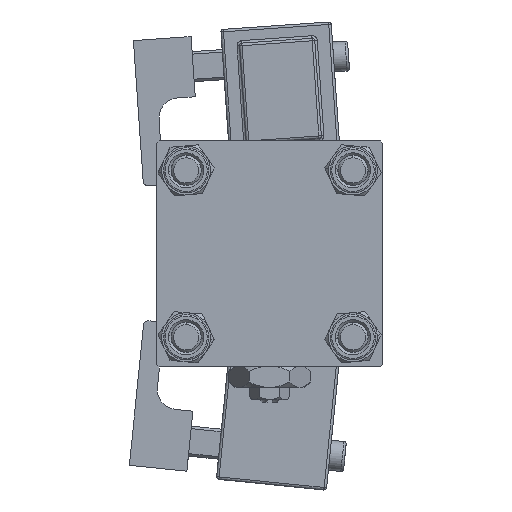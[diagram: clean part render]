
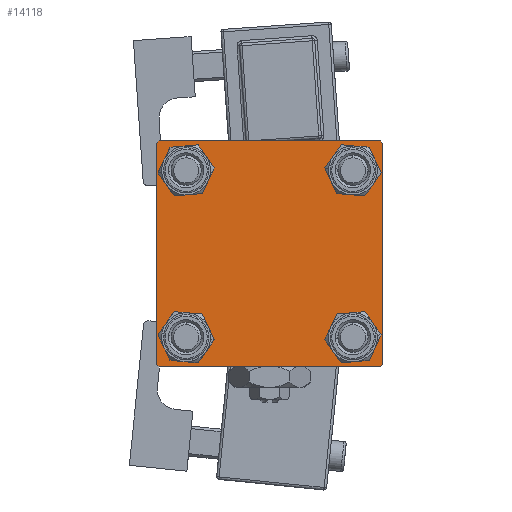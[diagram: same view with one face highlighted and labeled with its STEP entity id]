
A CAD part, left-side view. The second image highlights one B-rep face of the part: STEP entity #14118.
In plain terms, the highlighted planar face has unit normal (-1, 0, 0).
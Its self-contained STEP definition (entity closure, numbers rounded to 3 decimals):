
#151 = CIRCLE ( 'NONE', #39720, 3.5 ) ;
#479 = DIRECTION ( 'NONE',  ( 1., 0., 0. ) ) ;
#493 = DIRECTION ( 'NONE',  ( 0., 0., -1. ) ) ;
#663 = CARTESIAN_POINT ( 'NONE',  ( 0., -16.6, -16.6 ) ) ;
#845 = LINE ( 'NONE', #30661, #41696 ) ;
#1393 = CARTESIAN_POINT ( 'NONE',  ( 0., 16.6, -13.1 ) ) ;
#1468 = DIRECTION ( 'NONE',  ( 0., 0., 1. ) ) ;
#1703 = EDGE_CURVE ( 'NONE', #51169, #25104, #36261, .T. ) ;
#1963 = VECTOR ( 'NONE', #37286, 1000. ) ;
#2002 = LINE ( 'NONE', #49628, #57198 ) ;
#2808 = EDGE_LOOP ( 'NONE', ( #3104, #13946 ) ) ;
#3104 = ORIENTED_EDGE ( 'NONE', *, *, #62234, .T. ) ;
#3196 = EDGE_CURVE ( 'NONE', #61260, #17080, #50399, .T. ) ;
#3827 = DIRECTION ( 'NONE',  ( 0., -0.707, 0.707 ) ) ;
#3926 = EDGE_CURVE ( 'NONE', #6862, #34874, #35351, .T. ) ;
#4440 = DIRECTION ( 'NONE',  ( 0., 0.707, -0.707 ) ) ;
#5037 = DIRECTION ( 'NONE',  ( 1., 0., 0. ) ) ;
#5309 = EDGE_LOOP ( 'NONE', ( #29397, #50115 ) ) ;
#5606 = DIRECTION ( 'NONE',  ( 0., 0., -1. ) ) ;
#5925 = VECTOR ( 'NONE', #6296, 1000. ) ;
#6296 = DIRECTION ( 'NONE',  ( 0., -1., 0. ) ) ;
#6342 = AXIS2_PLACEMENT_3D ( 'NONE', #20696, #15922, #44832 ) ;
#6372 = DIRECTION ( 'NONE',  ( 1., 0., 0. ) ) ;
#6594 = CARTESIAN_POINT ( 'NONE',  ( 0., -22., -22.5 ) ) ;
#6862 = VERTEX_POINT ( 'NONE', #47751 ) ;
#8049 = EDGE_CURVE ( 'NONE', #58361, #28870, #36479, .T. ) ;
#8330 = LINE ( 'NONE', #18153, #28572 ) ;
#9208 = LINE ( 'NONE', #56591, #38407 ) ;
#9344 = EDGE_LOOP ( 'NONE', ( #53506, #52700 ) ) ;
#9760 = CARTESIAN_POINT ( 'NONE',  ( 0., 16.6, 20.1 ) ) ;
#9889 = VECTOR ( 'NONE', #3827, 1000. ) ;
#9946 = AXIS2_PLACEMENT_3D ( 'NONE', #54759, #479, #19519 ) ;
#10432 = DIRECTION ( 'NONE',  ( 0., 0., 1. ) ) ;
#10658 = LINE ( 'NONE', #39849, #32725 ) ;
#10898 = DIRECTION ( 'NONE',  ( 0., 0., 1. ) ) ;
#11143 = VERTEX_POINT ( 'NONE', #6594 ) ;
#11345 = CARTESIAN_POINT ( 'NONE',  ( 0., 22.5, -22. ) ) ;
#11465 = VERTEX_POINT ( 'NONE', #38572 ) ;
#12308 = EDGE_CURVE ( 'NONE', #34874, #6862, #151, .T. ) ;
#13946 = ORIENTED_EDGE ( 'NONE', *, *, #1703, .T. ) ;
#14118 = ADVANCED_FACE ( 'NONE', ( #33694, #24489, #43864, #28953, #22160 ), #35267, .T. ) ;
#15609 = EDGE_CURVE ( 'NONE', #55502, #42049, #845, .T. ) ;
#15922 = DIRECTION ( 'NONE',  ( -1., 0., 0. ) ) ;
#16432 = CARTESIAN_POINT ( 'NONE',  ( 0., 22.5, 22.5 ) ) ;
#17080 = VERTEX_POINT ( 'NONE', #45138 ) ;
#18153 = CARTESIAN_POINT ( 'NONE',  ( 0., 22.5, -22.5 ) ) ;
#18737 = CARTESIAN_POINT ( 'NONE',  ( 0., -22.25, -22.25 ) ) ;
#19519 = DIRECTION ( 'NONE',  ( 0., 0., 1. ) ) ;
#19560 = VERTEX_POINT ( 'NONE', #36568 ) ;
#19705 = DIRECTION ( 'NONE',  ( 0., 0., 1. ) ) ;
#20027 = DIRECTION ( 'NONE',  ( 1., 0., 0. ) ) ;
#20116 = ORIENTED_EDGE ( 'NONE', *, *, #37449, .T. ) ;
#20123 = ORIENTED_EDGE ( 'NONE', *, *, #30004, .T. ) ;
#20696 = CARTESIAN_POINT ( 'NONE',  ( 0., 0., 0. ) ) ;
#20956 = DIRECTION ( 'NONE',  ( 0., 0., 1. ) ) ;
#22160 = FACE_OUTER_BOUND ( 'NONE', #47009, .T. ) ;
#22177 = EDGE_CURVE ( 'NONE', #25674, #55867, #36874, .T. ) ;
#22325 = EDGE_CURVE ( 'NONE', #42049, #11465, #2002, .T. ) ;
#22529 = EDGE_LOOP ( 'NONE', ( #57795, #50649 ) ) ;
#22861 = CARTESIAN_POINT ( 'NONE',  ( 0., -16.6, -13.1 ) ) ;
#23041 = ORIENTED_EDGE ( 'NONE', *, *, #15609, .T. ) ;
#23920 = AXIS2_PLACEMENT_3D ( 'NONE', #30476, #6372, #20956 ) ;
#24489 = FACE_BOUND ( 'NONE', #9344, .T. ) ;
#25104 = VERTEX_POINT ( 'NONE', #37442 ) ;
#25577 = CARTESIAN_POINT ( 'NONE',  ( 0., -16.6, 16.6 ) ) ;
#25674 = VERTEX_POINT ( 'NONE', #51664 ) ;
#25878 = DIRECTION ( 'NONE',  ( 0., 0., 1. ) ) ;
#26034 = CIRCLE ( 'NONE', #42199, 3.5 ) ;
#27674 = DIRECTION ( 'NONE',  ( 0., -1., 0. ) ) ;
#28572 = VECTOR ( 'NONE', #27674, 1000. ) ;
#28870 = VERTEX_POINT ( 'NONE', #34714 ) ;
#28953 = FACE_BOUND ( 'NONE', #5309, .T. ) ;
#29282 = AXIS2_PLACEMENT_3D ( 'NONE', #39784, #59153, #10898 ) ;
#29397 = ORIENTED_EDGE ( 'NONE', *, *, #32620, .T. ) ;
#30004 = EDGE_CURVE ( 'NONE', #11143, #52538, #61284, .T. ) ;
#30321 = CARTESIAN_POINT ( 'NONE',  ( 0., 16.6, 16.6 ) ) ;
#30476 = CARTESIAN_POINT ( 'NONE',  ( 0., -16.6, -16.6 ) ) ;
#30661 = CARTESIAN_POINT ( 'NONE',  ( 0., 22.5, 22.5 ) ) ;
#31719 = CARTESIAN_POINT ( 'NONE',  ( 0., -22.5, -22. ) ) ;
#31966 = ORIENTED_EDGE ( 'NONE', *, *, #45577, .T. ) ;
#32036 = CIRCLE ( 'NONE', #23920, 3.5 ) ;
#32620 = EDGE_CURVE ( 'NONE', #55867, #25674, #59739, .T. ) ;
#32725 = VECTOR ( 'NONE', #493, 1000. ) ;
#32826 = AXIS2_PLACEMENT_3D ( 'NONE', #30321, #37238, #51243 ) ;
#33369 = ORIENTED_EDGE ( 'NONE', *, *, #22325, .T. ) ;
#33694 = FACE_BOUND ( 'NONE', #2808, .T. ) ;
#34714 = CARTESIAN_POINT ( 'NONE',  ( 0., -16.6, -20.1 ) ) ;
#34874 = VERTEX_POINT ( 'NONE', #1393 ) ;
#35267 = PLANE ( 'NONE',  #6342 ) ;
#35351 = CIRCLE ( 'NONE', #29282, 3.5 ) ;
#36261 = CIRCLE ( 'NONE', #9946, 3.5 ) ;
#36479 = CIRCLE ( 'NONE', #40590, 3.5 ) ;
#36568 = CARTESIAN_POINT ( 'NONE',  ( 0., -22.5, 22. ) ) ;
#36874 = CIRCLE ( 'NONE', #32826, 3.5 ) ;
#37238 = DIRECTION ( 'NONE',  ( 1., 0., 0. ) ) ;
#37286 = DIRECTION ( 'NONE',  ( 0., 0.707, 0.707 ) ) ;
#37442 = CARTESIAN_POINT ( 'NONE',  ( 0., -16.6, 20.1 ) ) ;
#37449 = EDGE_CURVE ( 'NONE', #61260, #55502, #9208, .T. ) ;
#38015 = EDGE_CURVE ( 'NONE', #19560, #17080, #62676, .T. ) ;
#38407 = VECTOR ( 'NONE', #4440, 1000. ) ;
#38572 = CARTESIAN_POINT ( 'NONE',  ( 0., 22., -22.5 ) ) ;
#39720 = AXIS2_PLACEMENT_3D ( 'NONE', #54775, #50013, #25878 ) ;
#39784 = CARTESIAN_POINT ( 'NONE',  ( 0., 16.6, -16.6 ) ) ;
#39849 = CARTESIAN_POINT ( 'NONE',  ( 0., -22.5, 22.5 ) ) ;
#40590 = AXIS2_PLACEMENT_3D ( 'NONE', #663, #20027, #19705 ) ;
#41696 = VECTOR ( 'NONE', #5606, 1000. ) ;
#42049 = VERTEX_POINT ( 'NONE', #11345 ) ;
#42199 = AXIS2_PLACEMENT_3D ( 'NONE', #25577, #44953, #1468 ) ;
#43864 = FACE_BOUND ( 'NONE', #22529, .T. ) ;
#44232 = ORIENTED_EDGE ( 'NONE', *, *, #52081, .F. ) ;
#44725 = CARTESIAN_POINT ( 'NONE',  ( 0., 16.6, 16.6 ) ) ;
#44832 = DIRECTION ( 'NONE',  ( 0., 0., 1. ) ) ;
#44953 = DIRECTION ( 'NONE',  ( 1., 0., 0. ) ) ;
#44967 = ORIENTED_EDGE ( 'NONE', *, *, #38015, .T. ) ;
#45138 = CARTESIAN_POINT ( 'NONE',  ( 0., -22., 22.5 ) ) ;
#45577 = EDGE_CURVE ( 'NONE', #11465, #11143, #8330, .T. ) ;
#47009 = EDGE_LOOP ( 'NONE', ( #23041, #33369, #31966, #20123, #44232, #44967, #60725, #20116 ) ) ;
#47751 = CARTESIAN_POINT ( 'NONE',  ( 0., 16.6, -20.1 ) ) ;
#49628 = CARTESIAN_POINT ( 'NONE',  ( 0., 22.25, -22.25 ) ) ;
#50013 = DIRECTION ( 'NONE',  ( 1., 0., 0. ) ) ;
#50115 = ORIENTED_EDGE ( 'NONE', *, *, #22177, .T. ) ;
#50399 = LINE ( 'NONE', #16432, #5925 ) ;
#50649 = ORIENTED_EDGE ( 'NONE', *, *, #3926, .T. ) ;
#50943 = CARTESIAN_POINT ( 'NONE',  ( 0., 22.5, 22. ) ) ;
#51169 = VERTEX_POINT ( 'NONE', #58174 ) ;
#51243 = DIRECTION ( 'NONE',  ( 0., 0., 1. ) ) ;
#51664 = CARTESIAN_POINT ( 'NONE',  ( 0., 16.6, 13.1 ) ) ;
#52081 = EDGE_CURVE ( 'NONE', #19560, #52538, #10658, .T. ) ;
#52538 = VERTEX_POINT ( 'NONE', #31719 ) ;
#52700 = ORIENTED_EDGE ( 'NONE', *, *, #60966, .T. ) ;
#53506 = ORIENTED_EDGE ( 'NONE', *, *, #8049, .T. ) ;
#53613 = AXIS2_PLACEMENT_3D ( 'NONE', #44725, #5037, #10432 ) ;
#53817 = CARTESIAN_POINT ( 'NONE',  ( 0., 22., 22.5 ) ) ;
#54759 = CARTESIAN_POINT ( 'NONE',  ( 0., -16.6, 16.6 ) ) ;
#54775 = CARTESIAN_POINT ( 'NONE',  ( 0., 16.6, -16.6 ) ) ;
#55319 = DIRECTION ( 'NONE',  ( 0., -0.707, -0.707 ) ) ;
#55502 = VERTEX_POINT ( 'NONE', #50943 ) ;
#55867 = VERTEX_POINT ( 'NONE', #9760 ) ;
#56591 = CARTESIAN_POINT ( 'NONE',  ( 0., 22.25, 22.25 ) ) ;
#57198 = VECTOR ( 'NONE', #55319, 1000. ) ;
#57795 = ORIENTED_EDGE ( 'NONE', *, *, #12308, .T. ) ;
#58174 = CARTESIAN_POINT ( 'NONE',  ( 0., -16.6, 13.1 ) ) ;
#58361 = VERTEX_POINT ( 'NONE', #22861 ) ;
#59153 = DIRECTION ( 'NONE',  ( 1., 0., 0. ) ) ;
#59739 = CIRCLE ( 'NONE', #53613, 3.5 ) ;
#60725 = ORIENTED_EDGE ( 'NONE', *, *, #3196, .F. ) ;
#60966 = EDGE_CURVE ( 'NONE', #28870, #58361, #32036, .T. ) ;
#61260 = VERTEX_POINT ( 'NONE', #53817 ) ;
#61284 = LINE ( 'NONE', #18737, #9889 ) ;
#61743 = CARTESIAN_POINT ( 'NONE',  ( 0., -22.25, 22.25 ) ) ;
#62234 = EDGE_CURVE ( 'NONE', #25104, #51169, #26034, .T. ) ;
#62676 = LINE ( 'NONE', #61743, #1963 ) ;
